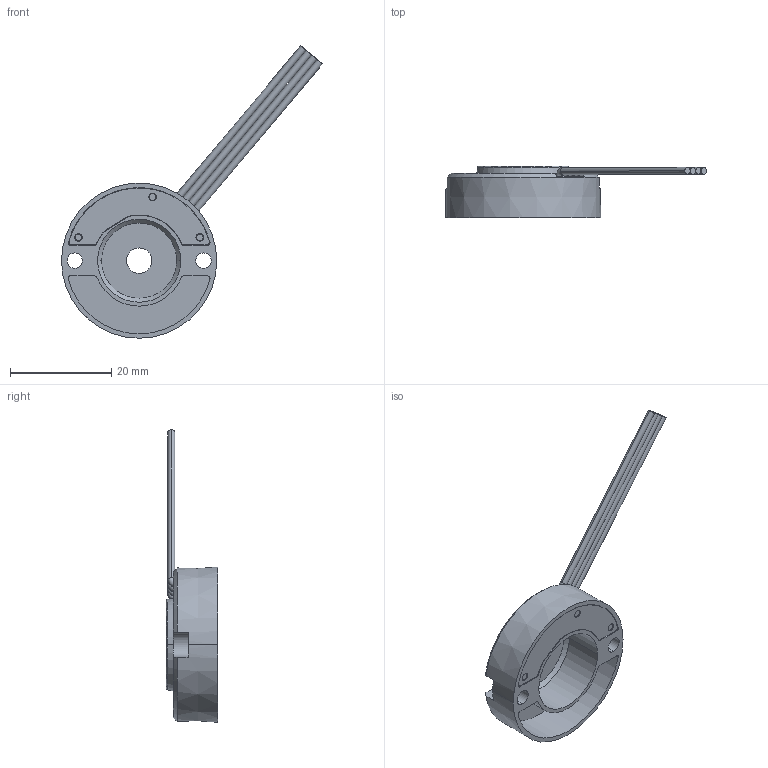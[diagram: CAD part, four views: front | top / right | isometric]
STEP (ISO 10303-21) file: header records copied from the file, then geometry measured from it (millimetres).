
FILE_DESCRIPTION (( 'STEP AP214' ), '1' );
FILE_NAME ('L4-HD-H4 Step File.STEP', '2016-06-09T14:56:34', ( '' ), ( '' ), 'SwSTEP 2.0', 'SolidWorks 2014', '' );
FILE_SCHEMA (( 'AUTOMOTIVE_DESIGN' ));
Length unit declared in the file: inch
Products named in the file (4): L4-HD-H4 Step File; wire; Cover; 9310H501
Assembly tree (3 placements, depth 2):
  L4-HD-H4 Step File
    9310H501
    Cover
    wire
Bounding box: 51.46 x 10.16 x 57.69 mm (x, y, z)
Volume: 2637.3 mm3; surface area: 5534 mm2
Topology: 6 solids, 6 shells, 219 faces, 558 edges, 366 vertices
Faces by surface type: cylinder 119, plane 82, torus 10, cone 8
Entity records: 7217 total; most frequent: DIRECTION 1306, CARTESIAN_POINT 1185, ORIENTED_EDGE 1116, EDGE_CURVE 558, AXIS2_PLACEMENT_3D 531, VERTEX_POINT 366, CIRCLE 306, EDGE_LOOP 248
